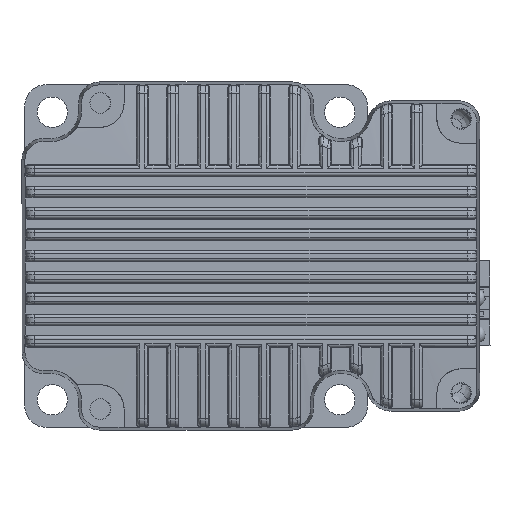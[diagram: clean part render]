
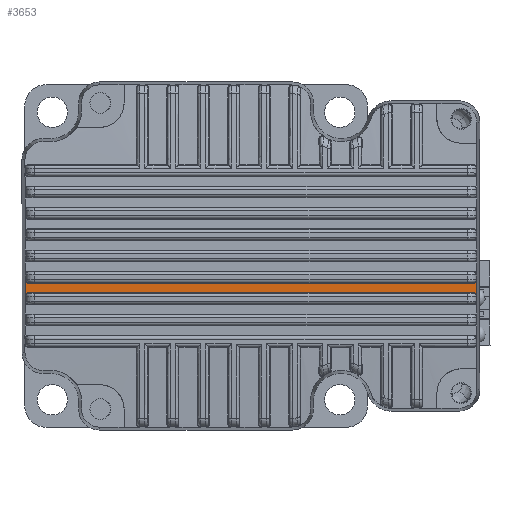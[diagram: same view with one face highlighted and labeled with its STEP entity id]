
A CAD part, front view. The second image highlights one B-rep face of the part: STEP entity #3653.
In plain terms, the highlighted cylindrical face has radius 272.359 mm (diameter 544.717 mm), a partial arc.
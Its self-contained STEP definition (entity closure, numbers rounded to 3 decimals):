
#167 = CARTESIAN_POINT ( 'NONE',  ( 56.386, -108.114, 57.1 ) ) ;
#606 = B_SPLINE_CURVE_WITH_KNOTS ( 'NONE', 3,
 ( #24149, #4531, #7861, #30713, #11163, #34014 ),
 .UNSPECIFIED., .F., .F.,
 ( 4, 2, 4 ),
 ( 0., 0., 0.001 ),
 .UNSPECIFIED. ) ;
#2108 = EDGE_CURVE ( 'NONE', #11391, #12834, #10130, .T. ) ;
#2529 = DIRECTION ( 'NONE',  ( 0., 0., 1. ) ) ;
#2943 = CARTESIAN_POINT ( 'NONE',  ( 56.886, -108.11, 56.747 ) ) ;
#3653 = ADVANCED_FACE ( 'NONE', ( #5652 ), #20996, .T. ) ;
#3906 = CARTESIAN_POINT ( 'NONE',  ( -17.212, -108.073, 55.042 ) ) ;
#4531 = CARTESIAN_POINT ( 'NONE',  ( -16.843, -108.114, 57.1 ) ) ;
#5652 = FACE_OUTER_BOUND ( 'NONE', #28213, .T. ) ;
#5771 = EDGE_CURVE ( 'NONE', #9848, #25888, #36602, .T. ) ;
#6375 = CARTESIAN_POINT ( 'NONE',  ( 56.886, -108.073, 55.042 ) ) ;
#6399 = CARTESIAN_POINT ( 'NONE',  ( 184.931, -108.084, 55.541 ) ) ;
#7861 = CARTESIAN_POINT ( 'NONE',  ( -16.972, -108.115, 57.154 ) ) ;
#7975 = CARTESIAN_POINT ( 'NONE',  ( 56.386, -108.114, 57.1 ) ) ;
#8105 = LINE ( 'NONE', #6399, #14750 ) ;
#8431 = EDGE_CURVE ( 'NONE', #37522, #26378, #22147, .T. ) ;
#8723 = CARTESIAN_POINT ( 'NONE',  ( 56.518, -108.084, 55.541 ) ) ;
#9113 = CARTESIAN_POINT ( 'NONE',  ( -17.158, -108.079, 55.303 ) ) ;
#9584 = DIRECTION ( 'NONE',  ( -1., 0., 0. ) ) ;
#9848 = VERTEX_POINT ( 'NONE', #14743 ) ;
#9929 = CARTESIAN_POINT ( 'NONE',  ( 56.831, -108.118, 57.339 ) ) ;
#10014 = DIRECTION ( 'NONE',  ( 1., 0., 0. ) ) ;
#10130 = B_SPLINE_CURVE_WITH_KNOTS ( 'NONE', 3,
 ( #36069, #32790, #9929, #39349, #19743, #167 ),
 .UNSPECIFIED., .F., .F.,
 ( 4, 2, 4 ),
 ( 0., 0., 0.001 ),
 .UNSPECIFIED. ) ;
#10945 = CARTESIAN_POINT ( 'NONE',  ( 56.886, -108.073, 55.042 ) ) ;
#11163 = CARTESIAN_POINT ( 'NONE',  ( -17.211, -108.12, 57.468 ) ) ;
#11391 = VERTEX_POINT ( 'NONE', #24370 ) ;
#11452 = ORIENTED_EDGE ( 'NONE', *, *, #34321, .F. ) ;
#12063 = VERTEX_POINT ( 'NONE', #14623 ) ;
#12393 = CARTESIAN_POINT ( 'NONE',  ( -16.973, -108.083, 55.487 ) ) ;
#12834 = VERTEX_POINT ( 'NONE', #7975 ) ;
#13587 = ORIENTED_EDGE ( 'NONE', *, *, #29919, .T. ) ;
#14389 = ORIENTED_EDGE ( 'NONE', *, *, #5771, .T. ) ;
#14623 = CARTESIAN_POINT ( 'NONE',  ( -16.711, -108.114, 57.1 ) ) ;
#14743 = CARTESIAN_POINT ( 'NONE',  ( -17.212, -108.073, 55.042 ) ) ;
#14750 = VECTOR ( 'NONE', #10014, 1000. ) ;
#15518 = CARTESIAN_POINT ( 'NONE',  ( -17.212, -108.073, 55.042 ) ) ;
#15654 = CARTESIAN_POINT ( 'NONE',  ( -16.712, -108.084, 55.541 ) ) ;
#17295 =( BOUNDED_CURVE ( )  B_SPLINE_CURVE ( 3, ( #3906, #23527, #39957, #20347 ),
 .UNSPECIFIED., .F., .T. ) 
 B_SPLINE_CURVE_WITH_KNOTS ( ( 4, 4 ),
 ( 3.118, 3.127 ),
 .UNSPECIFIED. ) 
 CURVE ( )  GEOMETRIC_REPRESENTATION_ITEM ( )  RATIONAL_B_SPLINE_CURVE ( ( 1., 1., 1., 1. ) ) 
 REPRESENTATION_ITEM ( '' )  );
#18220 =( BOUNDED_CURVE ( )  B_SPLINE_CURVE ( 3, ( #22717, #2943, #25982, #6375 ),
 .UNSPECIFIED., .F., .T. ) 
 B_SPLINE_CURVE_WITH_KNOTS ( ( 4, 4 ),
 ( 0.015, 0.024 ),
 .UNSPECIFIED. ) 
 CURVE ( )  GEOMETRIC_REPRESENTATION_ITEM ( )  RATIONAL_B_SPLINE_CURVE ( ( 1., 1., 1., 1. ) ) 
 REPRESENTATION_ITEM ( '' )  );
#18632 = CARTESIAN_POINT ( 'NONE',  ( -17.212, -108.076, 55.174 ) ) ;
#19743 = CARTESIAN_POINT ( 'NONE',  ( 56.518, -108.114, 57.1 ) ) ;
#19907 = VECTOR ( 'NONE', #9584, 1000. ) ;
#20347 = CARTESIAN_POINT ( 'NONE',  ( -17.211, -108.122, 57.6 ) ) ;
#20583 = ORIENTED_EDGE ( 'NONE', *, *, #24962, .T. ) ;
#20996 = CYLINDRICAL_SURFACE ( 'NONE', #21241, 272.359 ) ;
#21241 = AXIS2_PLACEMENT_3D ( 'NONE', #37752, #22159, #2529 ) ;
#21259 = EDGE_CURVE ( 'NONE', #11391, #37522, #18220, .T. ) ;
#21728 = CARTESIAN_POINT ( 'NONE',  ( 56.886, -108.076, 55.174 ) ) ;
#22147 = B_SPLINE_CURVE_WITH_KNOTS ( 'NONE', 3,
 ( #25008, #21728, #41295, #28307, #8723, #31593 ),
 .UNSPECIFIED., .F., .F.,
 ( 4, 2, 4 ),
 ( 0., 0., 0.001 ),
 .UNSPECIFIED. ) ;
#22159 = DIRECTION ( 'NONE',  ( -1., 0., 0. ) ) ;
#22536 = EDGE_CURVE ( 'NONE', #12063, #29769, #606, .T. ) ;
#22717 = CARTESIAN_POINT ( 'NONE',  ( 56.886, -108.122, 57.6 ) ) ;
#23527 = CARTESIAN_POINT ( 'NONE',  ( -17.211, -108.093, 55.894 ) ) ;
#24149 = CARTESIAN_POINT ( 'NONE',  ( -16.711, -108.114, 57.1 ) ) ;
#24370 = CARTESIAN_POINT ( 'NONE',  ( 56.886, -108.122, 57.6 ) ) ;
#24962 = EDGE_CURVE ( 'NONE', #25888, #26378, #8105, .T. ) ;
#25008 = CARTESIAN_POINT ( 'NONE',  ( 56.886, -108.073, 55.042 ) ) ;
#25888 = VERTEX_POINT ( 'NONE', #35219 ) ;
#25982 = CARTESIAN_POINT ( 'NONE',  ( 56.886, -108.093, 55.894 ) ) ;
#26378 = VERTEX_POINT ( 'NONE', #35032 ) ;
#28213 = EDGE_LOOP ( 'NONE', ( #11452, #14389, #20583, #41559, #30905, #34058, #13587, #40391 ) ) ;
#28307 = CARTESIAN_POINT ( 'NONE',  ( 56.648, -108.083, 55.487 ) ) ;
#28659 = LINE ( 'NONE', #28878, #19907 ) ;
#28878 = CARTESIAN_POINT ( 'NONE',  ( 184.931, -108.114, 57.1 ) ) ;
#29769 = VERTEX_POINT ( 'NONE', #35024 ) ;
#29919 = EDGE_CURVE ( 'NONE', #12834, #12063, #28659, .T. ) ;
#30713 = CARTESIAN_POINT ( 'NONE',  ( -17.157, -108.118, 57.339 ) ) ;
#30905 = ORIENTED_EDGE ( 'NONE', *, *, #21259, .F. ) ;
#31593 = CARTESIAN_POINT ( 'NONE',  ( 56.386, -108.084, 55.541 ) ) ;
#32790 = CARTESIAN_POINT ( 'NONE',  ( 56.886, -108.12, 57.468 ) ) ;
#34014 = CARTESIAN_POINT ( 'NONE',  ( -17.211, -108.122, 57.6 ) ) ;
#34058 = ORIENTED_EDGE ( 'NONE', *, *, #2108, .T. ) ;
#34321 = EDGE_CURVE ( 'NONE', #9848, #29769, #17295, .T. ) ;
#35024 = CARTESIAN_POINT ( 'NONE',  ( -17.211, -108.122, 57.6 ) ) ;
#35032 = CARTESIAN_POINT ( 'NONE',  ( 56.386, -108.084, 55.541 ) ) ;
#35219 = CARTESIAN_POINT ( 'NONE',  ( -16.712, -108.084, 55.541 ) ) ;
#35248 = CARTESIAN_POINT ( 'NONE',  ( -16.844, -108.084, 55.541 ) ) ;
#36069 = CARTESIAN_POINT ( 'NONE',  ( 56.886, -108.122, 57.6 ) ) ;
#36602 = B_SPLINE_CURVE_WITH_KNOTS ( 'NONE', 3,
 ( #15518, #18632, #9113, #12393, #35248, #15654 ),
 .UNSPECIFIED., .F., .F.,
 ( 4, 2, 4 ),
 ( 0., 0., 0.001 ),
 .UNSPECIFIED. ) ;
#37522 = VERTEX_POINT ( 'NONE', #10945 ) ;
#37752 = CARTESIAN_POINT ( 'NONE',  ( 184.931, 164.208, 61.57 ) ) ;
#39349 = CARTESIAN_POINT ( 'NONE',  ( 56.647, -108.115, 57.154 ) ) ;
#39957 = CARTESIAN_POINT ( 'NONE',  ( -17.211, -108.11, 56.747 ) ) ;
#40391 = ORIENTED_EDGE ( 'NONE', *, *, #22536, .T. ) ;
#41295 = CARTESIAN_POINT ( 'NONE',  ( 56.832, -108.079, 55.303 ) ) ;
#41559 = ORIENTED_EDGE ( 'NONE', *, *, #8431, .F. ) ;
